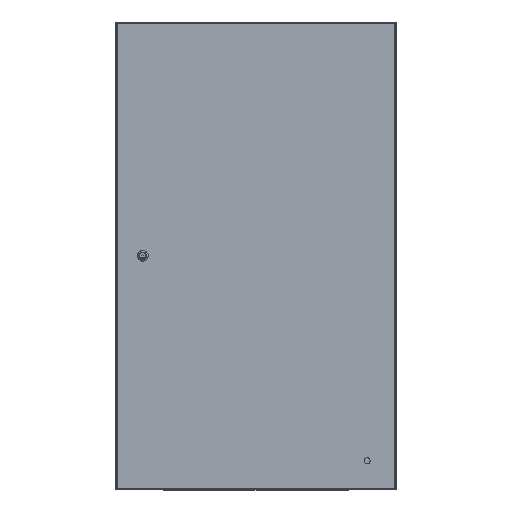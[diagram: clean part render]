
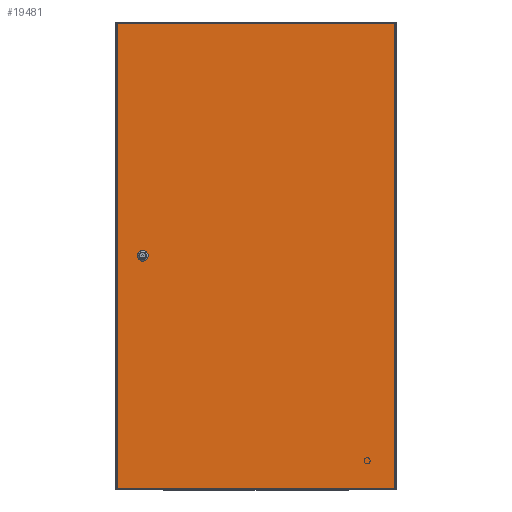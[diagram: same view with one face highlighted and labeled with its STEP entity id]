
A CAD part, top view. The second image highlights one B-rep face of the part: STEP entity #19481.
In plain terms, the highlighted planar face has unit normal (0, 0, 1).
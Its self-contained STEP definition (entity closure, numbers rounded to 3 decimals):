
#364 = DIRECTION ( 'NONE',  ( 0., -1., 0. ) ) ;
#2102 = CARTESIAN_POINT ( 'NONE',  ( 297.5, 498.5, 0. ) ) ;
#2496 = PLANE ( 'NONE',  #28881 ) ;
#3556 = CARTESIAN_POINT ( 'NONE',  ( -242.5, 0., 0. ) ) ;
#4865 = VERTEX_POINT ( 'NONE', #19089 ) ;
#5989 = CIRCLE ( 'NONE', #27330, 11.5 ) ;
#6097 = ORIENTED_EDGE ( 'NONE', *, *, #33591, .F. ) ;
#6469 = CARTESIAN_POINT ( 'NONE',  ( -242.5, 0., 0. ) ) ;
#8180 = EDGE_CURVE ( 'NONE', #27456, #18742, #27589, .T. ) ;
#9579 = DIRECTION ( 'NONE',  ( 0., 0., 1. ) ) ;
#10534 = VECTOR ( 'NONE', #43390, 1000. ) ;
#10666 = DIRECTION ( 'NONE',  ( 0., 1., 0. ) ) ;
#11378 = VECTOR ( 'NONE', #10666, 1000. ) ;
#11708 = EDGE_CURVE ( 'NONE', #25928, #27456, #29810, .T. ) ;
#12316 = FACE_OUTER_BOUND ( 'NONE', #25055, .T. ) ;
#12539 = ORIENTED_EDGE ( 'NONE', *, *, #29880, .T. ) ;
#12779 = ORIENTED_EDGE ( 'NONE', *, *, #8180, .T. ) ;
#12880 = CARTESIAN_POINT ( 'NONE',  ( -297.5, -498.5, 0. ) ) ;
#13363 = DIRECTION ( 'NONE',  ( 0., 0., 1. ) ) ;
#14480 = AXIS2_PLACEMENT_3D ( 'NONE', #3556, #9579, #33862 ) ;
#16275 = CARTESIAN_POINT ( 'NONE',  ( -297.5, 498.5, 0. ) ) ;
#16496 = LINE ( 'NONE', #16275, #23962 ) ;
#17682 = LINE ( 'NONE', #24164, #42015 ) ;
#18531 = ORIENTED_EDGE ( 'NONE', *, *, #11708, .T. ) ;
#18742 = VERTEX_POINT ( 'NONE', #2102 ) ;
#19089 = CARTESIAN_POINT ( 'NONE',  ( -297.5, 498.5, 0. ) ) ;
#19481 = ADVANCED_FACE ( 'NONE', ( #32592, #12316 ), #2496, .T. ) ;
#19876 = CARTESIAN_POINT ( 'NONE',  ( -231., 0., 0. ) ) ;
#22436 = ORIENTED_EDGE ( 'NONE', *, *, #36526, .T. ) ;
#22568 = DIRECTION ( 'NONE',  ( 0., 0., 1. ) ) ;
#22772 = CARTESIAN_POINT ( 'NONE',  ( -254., 0., 0. ) ) ;
#23962 = VECTOR ( 'NONE', #364, 1000. ) ;
#24164 = CARTESIAN_POINT ( 'NONE',  ( -297.5, 498.5, 0. ) ) ;
#25055 = EDGE_LOOP ( 'NONE', ( #22436, #18531, #12779, #12539 ) ) ;
#25928 = VERTEX_POINT ( 'NONE', #44020 ) ;
#26130 = CARTESIAN_POINT ( 'NONE',  ( 0., 0., 0. ) ) ;
#27330 = AXIS2_PLACEMENT_3D ( 'NONE', #6469, #13363, #33648 ) ;
#27456 = VERTEX_POINT ( 'NONE', #41881 ) ;
#27589 = LINE ( 'NONE', #36785, #11378 ) ;
#28881 = AXIS2_PLACEMENT_3D ( 'NONE', #26130, #22568, #36138 ) ;
#29385 = EDGE_LOOP ( 'NONE', ( #40893, #6097 ) ) ;
#29810 = LINE ( 'NONE', #12880, #10534 ) ;
#29880 = EDGE_CURVE ( 'NONE', #18742, #4865, #17682, .T. ) ;
#32592 = FACE_BOUND ( 'NONE', #29385, .T. ) ;
#33547 = EDGE_CURVE ( 'NONE', #40226, #42897, #37247, .T. ) ;
#33591 = EDGE_CURVE ( 'NONE', #42897, #40226, #5989, .T. ) ;
#33648 = DIRECTION ( 'NONE',  ( 1., 0., 0. ) ) ;
#33862 = DIRECTION ( 'NONE',  ( 1., 0., 0. ) ) ;
#36138 = DIRECTION ( 'NONE',  ( 1., 0., 0. ) ) ;
#36526 = EDGE_CURVE ( 'NONE', #4865, #25928, #16496, .T. ) ;
#36785 = CARTESIAN_POINT ( 'NONE',  ( 297.5, 498.5, 0. ) ) ;
#37247 = CIRCLE ( 'NONE', #14480, 11.5 ) ;
#37732 = DIRECTION ( 'NONE',  ( -1., 0., 0. ) ) ;
#40226 = VERTEX_POINT ( 'NONE', #19876 ) ;
#40893 = ORIENTED_EDGE ( 'NONE', *, *, #33547, .F. ) ;
#41881 = CARTESIAN_POINT ( 'NONE',  ( 297.5, -498.5, 0. ) ) ;
#42015 = VECTOR ( 'NONE', #37732, 1000. ) ;
#42897 = VERTEX_POINT ( 'NONE', #22772 ) ;
#43390 = DIRECTION ( 'NONE',  ( 1., 0., 0. ) ) ;
#44020 = CARTESIAN_POINT ( 'NONE',  ( -297.5, -498.5, 0. ) ) ;
